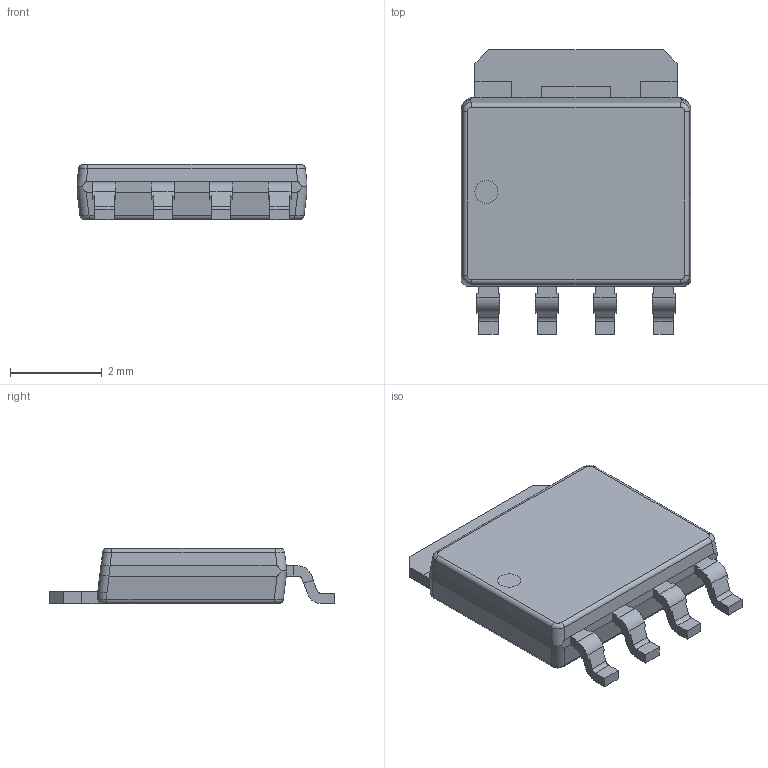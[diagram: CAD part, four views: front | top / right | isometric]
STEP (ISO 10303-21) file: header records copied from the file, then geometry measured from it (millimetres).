
FILE_DESCRIPTION(('STEP AP214'), '1');
FILE_NAME('MO-235AA', '2017-04-07T20:09:08', ('Nobody'), (''), 'ASCON STEP Converter 1.3', 'ASCON Math Kernel', '');
FILE_SCHEMA(('AUTOMOTIVE_DESIGN { 1 0 10303 214 3 1 1}'));
Length unit declared in the file: millimetre
Bounding box: 5 x 6.2 x 1.2 mm (x, y, z)
Volume: 25.7 mm3; surface area: 108 mm2
Topology: 6 solids, 6 shells, 172 faces, 480 edges, 326 vertices
Faces by surface type: plane 127, cylinder 37, bspline 8
Entity records: 7008 total; most frequent: CARTESIAN_POINT 1212, ORIENTED_EDGE 912, DIRECTION 829, EDGE_CURVE 456, LINE 397, VECTOR 397, VERTEX_POINT 297, AXIS2_PLACEMENT_3D 216
